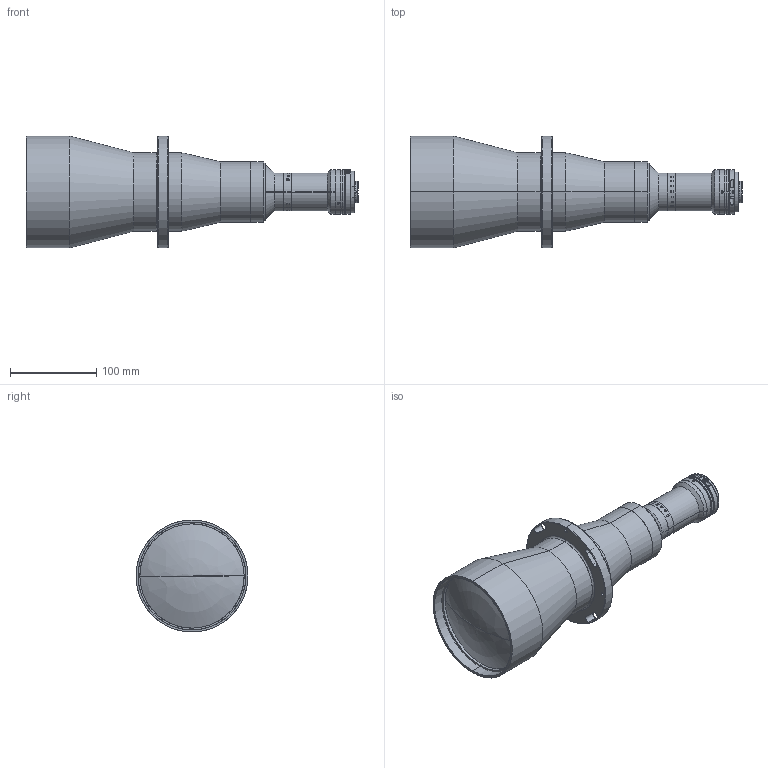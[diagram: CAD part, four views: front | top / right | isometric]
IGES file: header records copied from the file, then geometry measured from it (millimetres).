
Start section: SolidWorks IGES file using analytic representation for surfaces
Global section: file name: XF-PTL11023-C-(HD).IGS; native system: SolidWorks 2014; preprocessor: SolidWorks 2014; author: puyufan; date: 190221.145934; units: millimetre
Bounding box: 385.36 x 130 x 130 mm (x, y, z)
Surface area: 155439.5 mm2 (no closed solid volume)
Topology: 0 solids, 0 shells, 199 faces, 5968 edges, 5964 vertices
Faces by surface type: revolution 129, bspline 70
